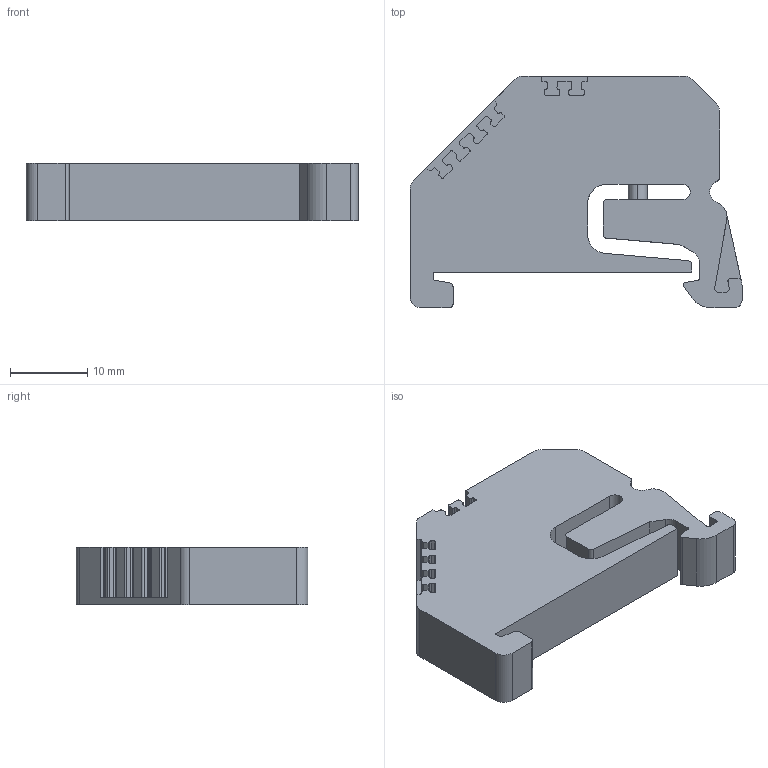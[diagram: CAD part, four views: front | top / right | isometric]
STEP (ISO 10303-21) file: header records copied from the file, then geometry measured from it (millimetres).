
FILE_DESCRIPTION (( 'STEP AP203' ), '1' );
FILE_NAME ('Mrk ve Opk Durdurucu - K黭 Boy.STEP', '2019-04-15T10:08:04', ( '' ), ( '' ), 'SwSTEP 2.0', 'SolidWorks 2011', '' );
FILE_SCHEMA (( 'CONFIG_CONTROL_DESIGN' ));
Length unit declared in the file: millimetre
Products named in the file (1): Mrk ve Opk Durdurucu - Küçük Boy
Bounding box: 43 x 30 x 7.5 mm (x, y, z)
Volume: 6418.2 mm3; surface area: 3868.1 mm2
Topology: 1 solids, 1 shells, 185 faces, 540 edges, 360 vertices
Faces by surface type: cylinder 103, plane 82
Entity records: 6286 total; most frequent: DIRECTION 1123, CARTESIAN_POINT 1086, ORIENTED_EDGE 1080, EDGE_CURVE 540, AXIS2_PLACEMENT_3D 397, VERTEX_POINT 360, LINE 329, VECTOR 329
